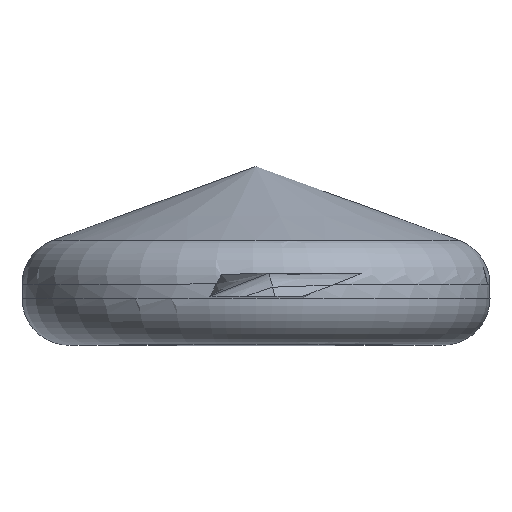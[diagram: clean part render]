
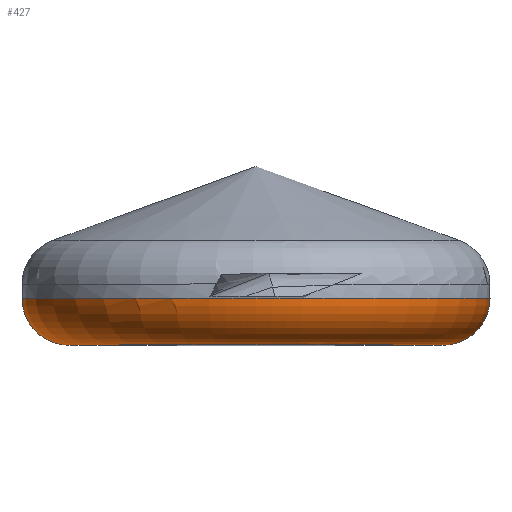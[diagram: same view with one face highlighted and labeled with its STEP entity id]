
A CAD part, top view. The second image highlights one B-rep face of the part: STEP entity #427.
In plain terms, the highlighted toroidal (fillet/blend) face has major radius 4 mm and minor radius 1 mm.
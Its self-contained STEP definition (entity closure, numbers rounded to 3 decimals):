
#58=FACE_OUTER_BOUND('',#80,.T.);
#80=EDGE_LOOP('',(#291,#292,#293,#294,#295,#296,#297,#298,#299));
#146=CIRCLE('',#475,5.);
#147=CIRCLE('',#477,5.);
#148=CIRCLE('',#480,4.);
#149=CIRCLE('',#481,1.);
#150=CIRCLE('',#482,5.);
#151=CIRCLE('',#483,5.);
#152=CIRCLE('',#484,5.);
#153=CIRCLE('',#485,4.);
#165=VERTEX_POINT('',#605);
#166=VERTEX_POINT('',#610);
#167=VERTEX_POINT('',#619);
#168=VERTEX_POINT('',#624);
#170=VERTEX_POINT('',#636);
#171=VERTEX_POINT('',#637);
#172=VERTEX_POINT('',#639);
#213=EDGE_CURVE('',#166,#165,#146,.T.);
#216=EDGE_CURVE('',#168,#167,#147,.T.);
#219=EDGE_CURVE('',#170,#171,#148,.T.);
#220=EDGE_CURVE('',#171,#172,#149,.T.);
#221=EDGE_CURVE('',#166,#172,#150,.T.);
#222=EDGE_CURVE('',#168,#165,#151,.T.);
#223=EDGE_CURVE('',#172,#167,#152,.T.);
#224=EDGE_CURVE('',#171,#170,#153,.T.);
#291=ORIENTED_EDGE('',*,*,#219,.T.);
#292=ORIENTED_EDGE('',*,*,#220,.T.);
#293=ORIENTED_EDGE('',*,*,#221,.F.);
#294=ORIENTED_EDGE('',*,*,#213,.T.);
#295=ORIENTED_EDGE('',*,*,#222,.F.);
#296=ORIENTED_EDGE('',*,*,#216,.T.);
#297=ORIENTED_EDGE('',*,*,#223,.F.);
#298=ORIENTED_EDGE('',*,*,#220,.F.);
#299=ORIENTED_EDGE('',*,*,#224,.T.);
#399=TOROIDAL_SURFACE('',#479,4.,1.);
#427=ADVANCED_FACE('',(#58),#399,.T.);
#475=AXIS2_PLACEMENT_3D('',#611,#513,#514);
#477=AXIS2_PLACEMENT_3D('',#625,#517,#518);
#479=AXIS2_PLACEMENT_3D('',#635,#522,#523);
#480=AXIS2_PLACEMENT_3D('',#638,#524,#525);
#481=AXIS2_PLACEMENT_3D('',#640,#526,#527);
#482=AXIS2_PLACEMENT_3D('',#641,#528,#529);
#483=AXIS2_PLACEMENT_3D('',#642,#530,#531);
#484=AXIS2_PLACEMENT_3D('',#643,#532,#533);
#485=AXIS2_PLACEMENT_3D('',#644,#534,#535);
#513=DIRECTION('center_axis',(0.,-1.,0.));
#514=DIRECTION('ref_axis',(1.,0.,0.));
#517=DIRECTION('center_axis',(0.,-1.,0.));
#518=DIRECTION('ref_axis',(1.,0.,0.));
#522=DIRECTION('center_axis',(0.,-1.,0.));
#523=DIRECTION('ref_axis',(0.,0.,-1.));
#524=DIRECTION('center_axis',(0.,1.,0.));
#525=DIRECTION('ref_axis',(1.,0.,0.));
#526=DIRECTION('center_axis',(-1.,0.,0.));
#527=DIRECTION('ref_axis',(0.,0.,1.));
#528=DIRECTION('center_axis',(0.,1.,0.));
#529=DIRECTION('ref_axis',(-1.,0.,0.));
#530=DIRECTION('center_axis',(0.,1.,0.));
#531=DIRECTION('ref_axis',(-1.,0.,0.));
#532=DIRECTION('center_axis',(0.,1.,0.));
#533=DIRECTION('ref_axis',(-1.,0.,0.));
#534=DIRECTION('center_axis',(0.,1.,0.));
#535=DIRECTION('ref_axis',(1.,0.,0.));
#605=CARTESIAN_POINT('',(-1.,0.,-4.899));
#610=CARTESIAN_POINT('',(-1.,0.,4.899));
#611=CARTESIAN_POINT('Origin',(0.,0.,0.));
#619=CARTESIAN_POINT('',(1.,0.,4.899));
#624=CARTESIAN_POINT('',(1.,0.,-4.899));
#625=CARTESIAN_POINT('Origin',(0.,0.,0.));
#635=CARTESIAN_POINT('Origin',(0.,0.,0.));
#636=CARTESIAN_POINT('',(-4.,-1.,0.));
#637=CARTESIAN_POINT('',(0.,-1.,4.));
#638=CARTESIAN_POINT('Origin',(0.,-1.,0.));
#639=CARTESIAN_POINT('',(0.,0.,5.));
#640=CARTESIAN_POINT('Origin',(0.,0.,4.));
#641=CARTESIAN_POINT('Origin',(0.,0.,0.));
#642=CARTESIAN_POINT('Origin',(0.,0.,0.));
#643=CARTESIAN_POINT('Origin',(0.,0.,0.));
#644=CARTESIAN_POINT('Origin',(0.,-1.,0.));
